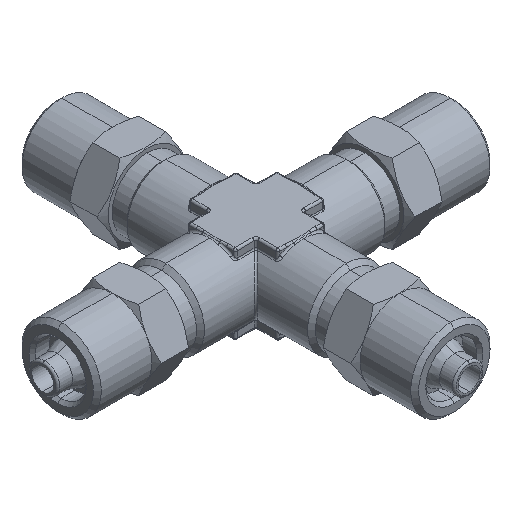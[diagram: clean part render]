
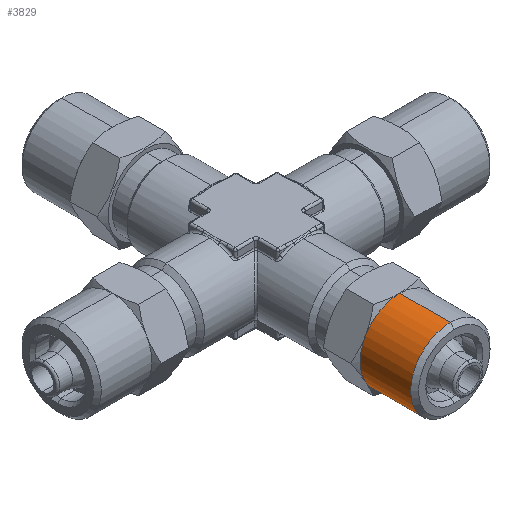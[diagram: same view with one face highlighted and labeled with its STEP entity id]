
A CAD part, isometric view. The second image highlights one B-rep face of the part: STEP entity #3829.
In plain terms, the highlighted cylindrical face has radius 4 mm (diameter 8 mm), a partial arc.
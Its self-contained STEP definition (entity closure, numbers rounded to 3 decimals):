
#52 = EDGE_CURVE ( 'NONE', #5044, #5046, #10506, .T. ) ;
#56 = EDGE_CURVE ( 'NONE', #4993, #8818, #7992, .T. ) ;
#883 = EDGE_CURVE ( 'NONE', #8843, #8818, #10521, .T. ) ;
#966 = EDGE_CURVE ( 'NONE', #5044, #8843, #7314, .T. ) ;
#2001 = CARTESIAN_POINT ( 'NONE',  ( 0., -14.5, 4. ) ) ;
#2109 = CARTESIAN_POINT ( 'NONE',  ( 0., -19.6, 4. ) ) ;
#2752 = AXIS2_PLACEMENT_3D ( 'NONE', #6748, #6747, #6746 ) ;
#3047 = EDGE_LOOP ( 'NONE', ( #10178, #7412, #7403, #4187, #4182, #4181 ) ) ;
#3829 = ADVANCED_FACE ( 'NONE', ( #10670 ), #10671, .T. ) ;
#4181 = ORIENTED_EDGE ( 'NONE', *, *, #52, .F. ) ;
#4182 = ORIENTED_EDGE ( 'NONE', *, *, #4764, .F. ) ;
#4187 = ORIENTED_EDGE ( 'NONE', *, *, #4762, .F. ) ;
#4437 = DIRECTION ( 'NONE',  ( 0., 1., 0. ) ) ;
#4455 = DIRECTION ( 'NONE',  ( 0., 0., -1. ) ) ;
#4512 = CARTESIAN_POINT ( 'NONE',  ( 0., -19.6, 0. ) ) ;
#4762 = EDGE_CURVE ( 'NONE', #5079, #4993, #8105, .T. ) ;
#4764 = EDGE_CURVE ( 'NONE', #5046, #5079, #7369, .T. ) ;
#4993 = VERTEX_POINT ( 'NONE', #8598 ) ;
#5044 = VERTEX_POINT ( 'NONE', #8630 ) ;
#5046 = VERTEX_POINT ( 'NONE', #8678 ) ;
#5079 = VERTEX_POINT ( 'NONE', #8692 ) ;
#5451 = DIRECTION ( 'NONE',  ( 0., 1., 0. ) ) ;
#5484 = CARTESIAN_POINT ( 'NONE',  ( 0., -8.581, 4. ) ) ;
#6746 = DIRECTION ( 'NONE',  ( 0., 0., -1. ) ) ;
#6747 = DIRECTION ( 'NONE',  ( 0., 1., 0. ) ) ;
#6748 = CARTESIAN_POINT ( 'NONE',  ( 0., -8.581, 0. ) ) ;
#7314 = CIRCLE ( 'NONE', #10814, 4. ) ;
#7369 = CIRCLE ( 'NONE', #7379, 4. ) ;
#7370 = AXIS2_PLACEMENT_3D ( 'NONE', #8990, #8983, #8984 ) ;
#7379 = AXIS2_PLACEMENT_3D ( 'NONE', #8980, #8981, #8982 ) ;
#7403 = ORIENTED_EDGE ( 'NONE', *, *, #56, .F. ) ;
#7412 = ORIENTED_EDGE ( 'NONE', *, *, #883, .T. ) ;
#7958 = VECTOR ( 'NONE', #11073, 1000. ) ;
#7990 = VECTOR ( 'NONE', #5451, 1000. ) ;
#7992 = CIRCLE ( 'NONE', #8009, 4. ) ;
#8009 = AXIS2_PLACEMENT_3D ( 'NONE', #11060, #11080, #11084 ) ;
#8105 = CIRCLE ( 'NONE', #7370, 4. ) ;
#8598 = CARTESIAN_POINT ( 'NONE',  ( -3.464, -14.5, 2. ) ) ;
#8630 = CARTESIAN_POINT ( 'NONE',  ( 0., -19.6, -4. ) ) ;
#8678 = CARTESIAN_POINT ( 'NONE',  ( 0., -14.5, -4. ) ) ;
#8692 = CARTESIAN_POINT ( 'NONE',  ( -3.464, -14.5, -2. ) ) ;
#8818 = VERTEX_POINT ( 'NONE', #2001 ) ;
#8843 = VERTEX_POINT ( 'NONE', #2109 ) ;
#8980 = CARTESIAN_POINT ( 'NONE',  ( 0., -14.5, 0. ) ) ;
#8981 = DIRECTION ( 'NONE',  ( 0., 1., 0. ) ) ;
#8982 = DIRECTION ( 'NONE',  ( 0., 0., -1. ) ) ;
#8983 = DIRECTION ( 'NONE',  ( 0., 1., 0. ) ) ;
#8984 = DIRECTION ( 'NONE',  ( 0., 0., -1. ) ) ;
#8990 = CARTESIAN_POINT ( 'NONE',  ( 0., -14.5, 0. ) ) ;
#10178 = ORIENTED_EDGE ( 'NONE', *, *, #966, .T. ) ;
#10506 = LINE ( 'NONE', #11043, #7958 ) ;
#10521 = LINE ( 'NONE', #5484, #7990 ) ;
#10670 = FACE_OUTER_BOUND ( 'NONE', #3047, .T. ) ;
#10671 = CYLINDRICAL_SURFACE ( 'NONE', #2752, 4. ) ;
#10814 = AXIS2_PLACEMENT_3D ( 'NONE', #4512, #4437, #4455 ) ;
#11043 = CARTESIAN_POINT ( 'NONE',  ( 0., -8.581, -4. ) ) ;
#11060 = CARTESIAN_POINT ( 'NONE',  ( 0., -14.5, 0. ) ) ;
#11073 = DIRECTION ( 'NONE',  ( 0., 1., 0. ) ) ;
#11080 = DIRECTION ( 'NONE',  ( 0., 1., 0. ) ) ;
#11084 = DIRECTION ( 'NONE',  ( 0., 0., -1. ) ) ;
